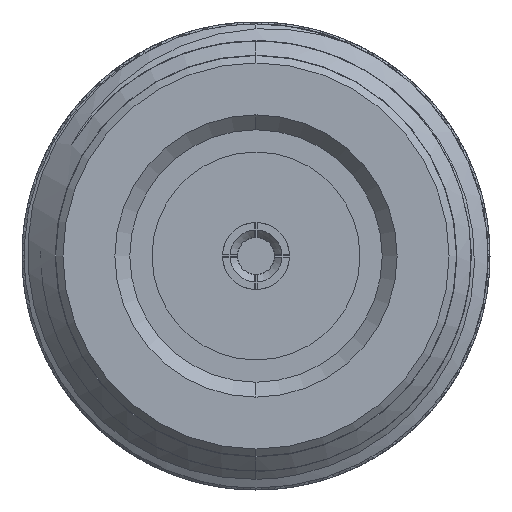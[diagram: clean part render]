
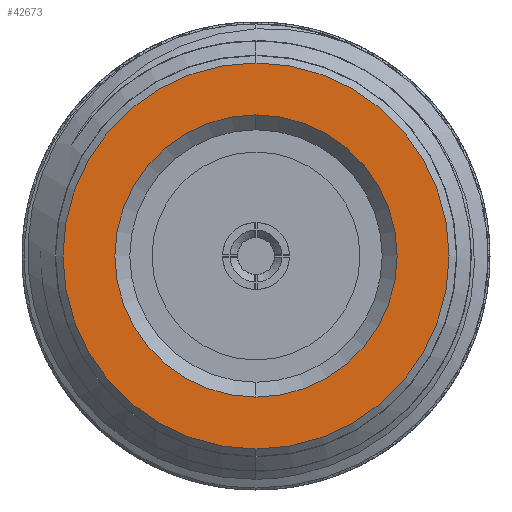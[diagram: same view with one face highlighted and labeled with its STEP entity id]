
A CAD part, left-side view. The second image highlights one B-rep face of the part: STEP entity #42673.
In plain terms, the highlighted planar face has unit normal (-1, 0, 0).
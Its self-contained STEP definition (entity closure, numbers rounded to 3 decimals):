
#3637 = DIRECTION ( 'NONE',  ( 1., 0., 0. ) ) ;
#4064 = DIRECTION ( 'NONE',  ( -1., 0., 0. ) ) ;
#5107 = DIRECTION ( 'NONE',  ( 0., 0., 1. ) ) ;
#10786 = DIRECTION ( 'NONE',  ( 1., 0., 0. ) ) ;
#11317 = ORIENTED_EDGE ( 'NONE', *, *, #28421, .F. ) ;
#12456 = AXIS2_PLACEMENT_3D ( 'NONE', #70061, #3637, #5107 ) ;
#15459 = EDGE_CURVE ( 'NONE', #81472, #71609, #25991, .T. ) ;
#17233 = CARTESIAN_POINT ( 'NONE',  ( 0., 0., 0. ) ) ;
#25639 = DIRECTION ( 'NONE',  ( 0., 0., -1. ) ) ;
#25991 = CIRCLE ( 'NONE', #75493, 6.604 ) ;
#28416 = ORIENTED_EDGE ( 'NONE', *, *, #89393, .T. ) ;
#28421 = EDGE_CURVE ( 'NONE', #71609, #81472, #86780, .T. ) ;
#28612 = EDGE_LOOP ( 'NONE', ( #28416, #51498 ) ) ;
#32380 = DIRECTION ( 'NONE',  ( 0., 0., -1. ) ) ;
#32778 = CARTESIAN_POINT ( 'NONE',  ( 0., 0., -6.604 ) ) ;
#33668 = PLANE ( 'NONE',  #67041 ) ;
#36800 = CIRCLE ( 'NONE', #89488, 4.826 ) ;
#39604 = CARTESIAN_POINT ( 'NONE',  ( 0., 0., 0. ) ) ;
#39675 = DIRECTION ( 'NONE',  ( 1., 0., 0. ) ) ;
#41182 = ORIENTED_EDGE ( 'NONE', *, *, #15459, .F. ) ;
#42673 = ADVANCED_FACE ( 'NONE', ( #85050, #46264 ), #33668, .T. ) ;
#44906 = CARTESIAN_POINT ( 'NONE',  ( 0., 0., 4.826 ) ) ;
#46264 = FACE_OUTER_BOUND ( 'NONE', #48548, .T. ) ;
#48548 = EDGE_LOOP ( 'NONE', ( #41182, #11317 ) ) ;
#49502 = CARTESIAN_POINT ( 'NONE',  ( 0., 0., 0. ) ) ;
#51498 = ORIENTED_EDGE ( 'NONE', *, *, #74029, .T. ) ;
#52782 = CARTESIAN_POINT ( 'NONE',  ( 0., 0., 6.604 ) ) ;
#59191 = VERTEX_POINT ( 'NONE', #78648 ) ;
#61935 = CIRCLE ( 'NONE', #12456, 4.826 ) ;
#67041 = AXIS2_PLACEMENT_3D ( 'NONE', #17233, #4064, #69517 ) ;
#69517 = DIRECTION ( 'NONE',  ( 0., 0., 1. ) ) ;
#69720 = AXIS2_PLACEMENT_3D ( 'NONE', #92053, #39675, #25639 ) ;
#70061 = CARTESIAN_POINT ( 'NONE',  ( 0., 0., 0. ) ) ;
#71609 = VERTEX_POINT ( 'NONE', #52782 ) ;
#74029 = EDGE_CURVE ( 'NONE', #59191, #92083, #36800, .T. ) ;
#75493 = AXIS2_PLACEMENT_3D ( 'NONE', #39604, #75497, #32380 ) ;
#75497 = DIRECTION ( 'NONE',  ( 1., 0., 0. ) ) ;
#78648 = CARTESIAN_POINT ( 'NONE',  ( 0., 0., -4.826 ) ) ;
#79103 = DIRECTION ( 'NONE',  ( 0., 0., 1. ) ) ;
#81472 = VERTEX_POINT ( 'NONE', #32778 ) ;
#85050 = FACE_BOUND ( 'NONE', #28612, .T. ) ;
#86780 = CIRCLE ( 'NONE', #69720, 6.604 ) ;
#89393 = EDGE_CURVE ( 'NONE', #92083, #59191, #61935, .T. ) ;
#89488 = AXIS2_PLACEMENT_3D ( 'NONE', #49502, #10786, #79103 ) ;
#92053 = CARTESIAN_POINT ( 'NONE',  ( 0., 0., 0. ) ) ;
#92083 = VERTEX_POINT ( 'NONE', #44906 ) ;
